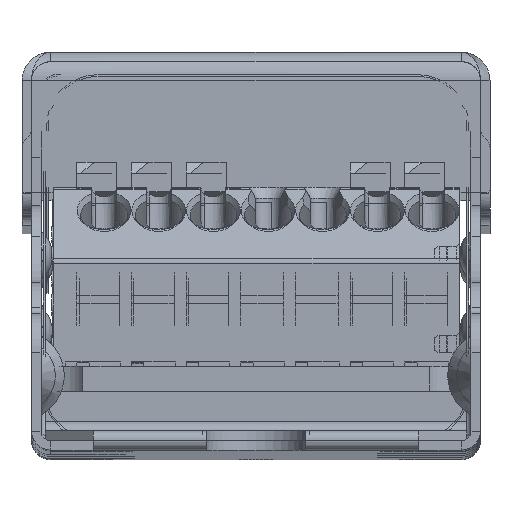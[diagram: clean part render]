
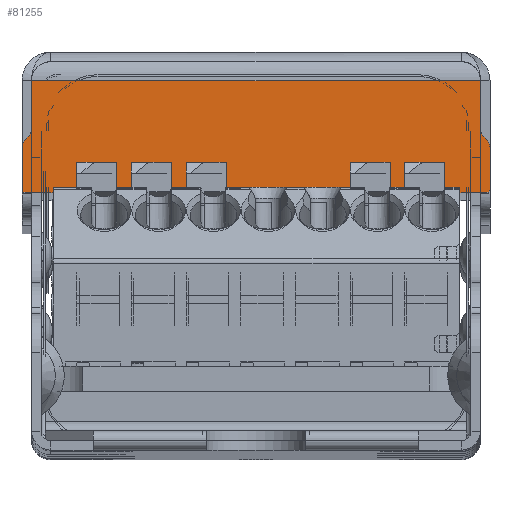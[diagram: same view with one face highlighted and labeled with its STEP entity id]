
A CAD part, top view. The second image highlights one B-rep face of the part: STEP entity #81255.
In plain terms, the highlighted planar face has unit normal (0, 0, 1).
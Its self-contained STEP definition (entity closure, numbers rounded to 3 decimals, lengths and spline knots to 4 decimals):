
#18005=DIRECTION('',(-1.,0.,0.));
#18006=VECTOR('',#18005,1.132);
#18007=CARTESIAN_POINT('',(0.566,0.909,6.0835));
#18008=LINE('',#18007,#18006);
#18028=DIRECTION('',(-1.,0.,0.));
#18029=VECTOR('',#18028,0.065);
#18030=CARTESIAN_POINT('',(0.582,0.627,6.0835));
#18031=LINE('',#18030,#18029);
#18032=CARTESIAN_POINT('',(0.517,0.612,6.0835));
#18033=DIRECTION('',(0.,0.,1.));
#18034=DIRECTION('',(0.,1.,0.));
#18035=AXIS2_PLACEMENT_3D('',#18032,#18033,#18034);
#18037=CARTESIAN_POINT('',(-0.517,0.612,6.0835));
#18038=DIRECTION('',(0.,0.,1.));
#18039=DIRECTION('',(0.745,0.667,0.));
#18040=AXIS2_PLACEMENT_3D('',#18037,#18038,#18039);
#18042=DIRECTION('',(-1.,0.,0.));
#18043=VECTOR('',#18042,0.065);
#18044=CARTESIAN_POINT('',(-0.517,0.627,6.0835));
#18045=LINE('',#18044,#18043);
#18046=CARTESIAN_POINT('',(-0.582,0.635,6.0835));
#18047=DIRECTION('',(0.,0.,-1.));
#18048=DIRECTION('',(0.,-1.,0.));
#18049=AXIS2_PLACEMENT_3D('',#18046,#18047,#18048);
#18051=DIRECTION('',(0.,1.,0.));
#18052=VECTOR('',#18051,0.1046);
#18053=CARTESIAN_POINT('',(-0.59,0.635,6.0835));
#18054=LINE('',#18053,#18052);
#18055=CARTESIAN_POINT('',(-0.56,0.7396,6.0835));
#18056=DIRECTION('',(0.,0.,-1.));
#18057=DIRECTION('',(-1.,0.,0.));
#18058=AXIS2_PLACEMENT_3D('',#18055,#18056,#18057);
#18060=DIRECTION('',(0.707,0.707,0.));
#18061=VECTOR('',#18060,0.0091);
#18062=CARTESIAN_POINT('',(-0.5812,0.7608,6.0835));
#18063=LINE('',#18062,#18061);
#18064=CARTESIAN_POINT('',(-0.596,0.7884,6.0835));
#18065=DIRECTION('',(0.,0.,1.));
#18066=DIRECTION('',(0.707,-0.707,0.));
#18067=AXIS2_PLACEMENT_3D('',#18064,#18065,#18066);
#18069=DIRECTION('',(0.,1.,0.));
#18070=VECTOR('',#18069,0.1206);
#18071=CARTESIAN_POINT('',(-0.566,0.7884,6.0835));
#18072=LINE('',#18071,#18070);
#18073=DIRECTION('',(0.,-1.,0.));
#18074=VECTOR('',#18073,0.1206);
#18075=CARTESIAN_POINT('',(0.566,0.909,6.0835));
#18076=LINE('',#18075,#18074);
#18077=CARTESIAN_POINT('',(0.596,0.7884,6.0835));
#18078=DIRECTION('',(0.,0.,1.));
#18079=DIRECTION('',(-1.,0.,0.));
#18080=AXIS2_PLACEMENT_3D('',#18077,#18078,#18079);
#18082=DIRECTION('',(0.707,-0.707,0.));
#18083=VECTOR('',#18082,0.0091);
#18084=CARTESIAN_POINT('',(0.5748,0.7672,6.0835));
#18085=LINE('',#18084,#18083);
#18086=CARTESIAN_POINT('',(0.56,0.7396,6.0835));
#18087=DIRECTION('',(0.,0.,-1.));
#18088=DIRECTION('',(0.707,0.707,0.));
#18089=AXIS2_PLACEMENT_3D('',#18086,#18087,#18088);
#18091=DIRECTION('',(0.,-1.,0.));
#18092=VECTOR('',#18091,0.1046);
#18093=CARTESIAN_POINT('',(0.59,0.7396,6.0835));
#18094=LINE('',#18093,#18092);
#18095=CARTESIAN_POINT('',(0.582,0.635,6.0835));
#18096=DIRECTION('',(0.,0.,-1.));
#18097=DIRECTION('',(1.,0.,0.));
#18098=AXIS2_PLACEMENT_3D('',#18095,#18096,#18097);
#18288=DIRECTION('',(1.,0.,0.));
#18289=VECTOR('',#18288,1.0116);
#18290=CARTESIAN_POINT('',(-0.5058,0.622,6.0835));
#18291=LINE('',#18290,#18289);
#49851=CARTESIAN_POINT('',(0.566,0.909,6.0835));
#49852=VERTEX_POINT('',#49851);
#49867=CARTESIAN_POINT('',(-0.566,0.909,6.0835));
#49868=VERTEX_POINT('',#49867);
#49869=CARTESIAN_POINT('',(0.582,0.627,6.0835));
#49870=CARTESIAN_POINT('',(0.517,0.627,6.0835));
#49871=VERTEX_POINT('',#49869);
#49872=VERTEX_POINT('',#49870);
#49873=CARTESIAN_POINT('',(0.5058,0.622,6.0835));
#49874=VERTEX_POINT('',#49873);
#49875=CARTESIAN_POINT('',(-0.5058,0.622,6.0835));
#49876=VERTEX_POINT('',#49875);
#49877=CARTESIAN_POINT('',(-0.517,0.627,6.0835));
#49878=VERTEX_POINT('',#49877);
#49879=CARTESIAN_POINT('',(-0.582,0.627,6.0835));
#49880=VERTEX_POINT('',#49879);
#49881=CARTESIAN_POINT('',(-0.59,0.635,6.0835));
#49882=VERTEX_POINT('',#49881);
#49883=CARTESIAN_POINT('',(-0.59,0.7396,6.0835));
#49884=VERTEX_POINT('',#49883);
#49885=CARTESIAN_POINT('',(-0.5812,0.7608,6.0835));
#49886=VERTEX_POINT('',#49885);
#49887=CARTESIAN_POINT('',(-0.5748,0.7672,6.0835));
#49888=VERTEX_POINT('',#49887);
#49889=CARTESIAN_POINT('',(-0.566,0.7884,6.0835));
#49890=VERTEX_POINT('',#49889);
#49891=CARTESIAN_POINT('',(0.566,0.7884,6.0835));
#49892=VERTEX_POINT('',#49891);
#49893=CARTESIAN_POINT('',(0.5748,0.7672,6.0835));
#49894=VERTEX_POINT('',#49893);
#49895=CARTESIAN_POINT('',(0.5812,0.7608,6.0835));
#49896=VERTEX_POINT('',#49895);
#49897=CARTESIAN_POINT('',(0.59,0.7396,6.0835));
#49898=VERTEX_POINT('',#49897);
#49899=CARTESIAN_POINT('',(0.59,0.635,6.0835));
#49900=VERTEX_POINT('',#49899);
#81213=CARTESIAN_POINT('',(0.,0.957,6.0835));
#81214=DIRECTION('',(0.,0.,1.));
#81215=DIRECTION('',(1.,0.,0.));
#81216=AXIS2_PLACEMENT_3D('',#81213,#81214,#81215);
#81217=PLANE('',#81216);
#81219=ORIENTED_EDGE('',*,*,#81218,.T.);
#81221=ORIENTED_EDGE('',*,*,#81220,.T.);
#81223=ORIENTED_EDGE('',*,*,#81222,.F.);
#81225=ORIENTED_EDGE('',*,*,#81224,.T.);
#81227=ORIENTED_EDGE('',*,*,#81226,.T.);
#81229=ORIENTED_EDGE('',*,*,#81228,.T.);
#81231=ORIENTED_EDGE('',*,*,#81230,.T.);
#81233=ORIENTED_EDGE('',*,*,#81232,.T.);
#81235=ORIENTED_EDGE('',*,*,#81234,.T.);
#81237=ORIENTED_EDGE('',*,*,#81236,.T.);
#81239=ORIENTED_EDGE('',*,*,#81238,.T.);
#81240=ORIENTED_EDGE('',*,*,#81205,.F.);
#81242=ORIENTED_EDGE('',*,*,#81241,.T.);
#81244=ORIENTED_EDGE('',*,*,#81243,.T.);
#81246=ORIENTED_EDGE('',*,*,#81245,.T.);
#81248=ORIENTED_EDGE('',*,*,#81247,.T.);
#81250=ORIENTED_EDGE('',*,*,#81249,.T.);
#81252=ORIENTED_EDGE('',*,*,#81251,.T.);
#81253=EDGE_LOOP('',(#81219,#81221,#81223,#81225,#81227,#81229,#81231,#81233,
#81235,#81237,#81239,#81240,#81242,#81244,#81246,#81248,#81250,#81252));
#81254=FACE_OUTER_BOUND('',#81253,.F.);
#81255=ADVANCED_FACE('',(#81254),#81217,.T.);
#18036=CIRCLE('',#18035,0.015);
#18041=CIRCLE('',#18040,0.015);
#18050=CIRCLE('',#18049,0.008);
#18059=CIRCLE('',#18058,0.03);
#18068=CIRCLE('',#18067,0.03);
#18081=CIRCLE('',#18080,0.03);
#18090=CIRCLE('',#18089,0.03);
#18099=CIRCLE('',#18098,0.008);
#81205=EDGE_CURVE('',#49852,#49868,#18008,.T.);
#81218=EDGE_CURVE('',#49871,#49872,#18031,.T.);
#81220=EDGE_CURVE('',#49872,#49874,#18036,.T.);
#81222=EDGE_CURVE('',#49876,#49874,#18291,.T.);
#81224=EDGE_CURVE('',#49876,#49878,#18041,.T.);
#81226=EDGE_CURVE('',#49878,#49880,#18045,.T.);
#81228=EDGE_CURVE('',#49880,#49882,#18050,.T.);
#81230=EDGE_CURVE('',#49882,#49884,#18054,.T.);
#81232=EDGE_CURVE('',#49884,#49886,#18059,.T.);
#81234=EDGE_CURVE('',#49886,#49888,#18063,.T.);
#81236=EDGE_CURVE('',#49888,#49890,#18068,.T.);
#81238=EDGE_CURVE('',#49890,#49868,#18072,.T.);
#81241=EDGE_CURVE('',#49852,#49892,#18076,.T.);
#81243=EDGE_CURVE('',#49892,#49894,#18081,.T.);
#81245=EDGE_CURVE('',#49894,#49896,#18085,.T.);
#81247=EDGE_CURVE('',#49896,#49898,#18090,.T.);
#81249=EDGE_CURVE('',#49898,#49900,#18094,.T.);
#81251=EDGE_CURVE('',#49900,#49871,#18099,.T.);
